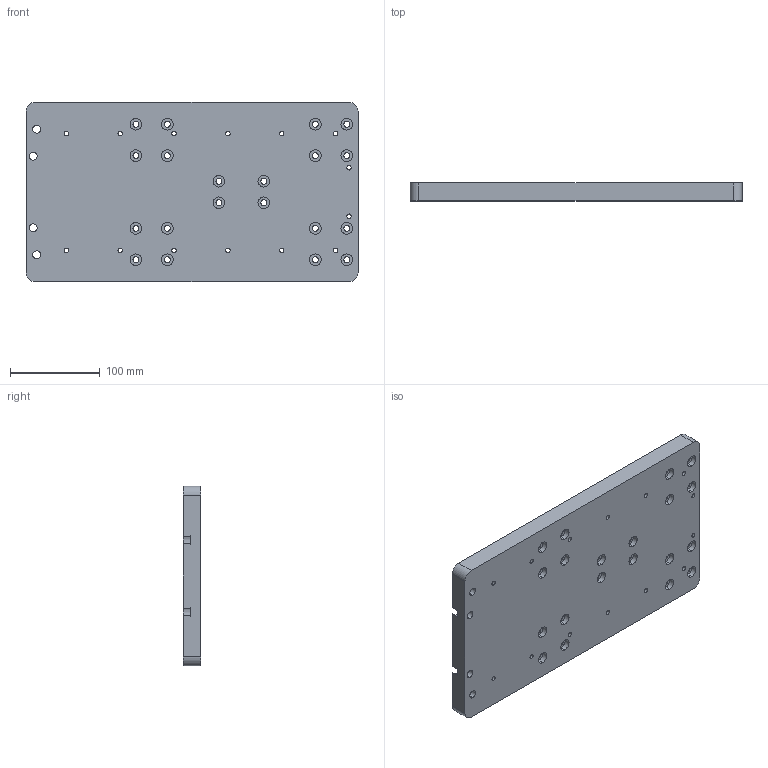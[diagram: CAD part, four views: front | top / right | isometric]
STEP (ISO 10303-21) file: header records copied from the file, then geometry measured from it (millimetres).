
FILE_DESCRIPTION (( 'STEP AP203' ), '1' );
FILE_NAME ('back.STEP', '2017-12-25T02:21:47', ( '' ), ( '' ), 'SwSTEP 2.0', 'SolidWorks 2018', '' );
FILE_SCHEMA (( 'CONFIG_CONTROL_DESIGN' ));
Length unit declared in the file: millimetre
Products named in the file (1): back
Bounding box: 370 x 20 x 200 mm (x, y, z)
Volume: 1436170.5 mm3; surface area: 185860.3 mm2
Topology: 1 solids, 1 shells, 160 faces, 408 edges, 272 vertices
Faces by surface type: cylinder 130, plane 30
Entity records: 5221 total; most frequent: DIRECTION 990, CARTESIAN_POINT 841, ORIENTED_EDGE 816, AXIS2_PLACEMENT_3D 421, EDGE_CURVE 408, VERTEX_POINT 272, CIRCLE 260, EDGE_LOOP 258
